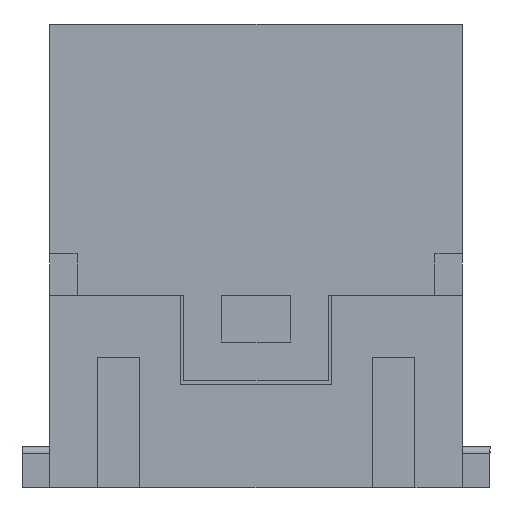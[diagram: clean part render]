
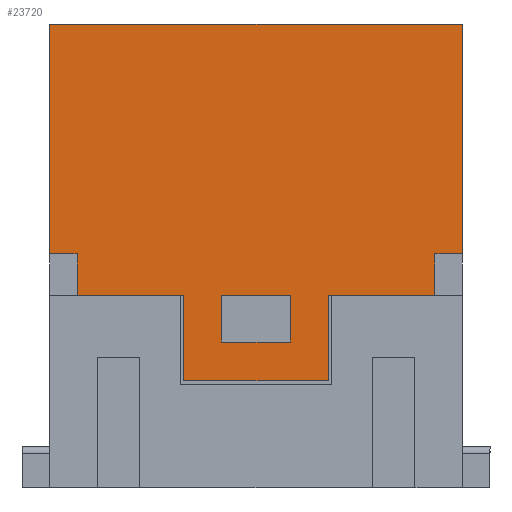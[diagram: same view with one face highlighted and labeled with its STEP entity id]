
A CAD part, left-side view. The second image highlights one B-rep face of the part: STEP entity #23720.
In plain terms, the highlighted planar face has unit normal (-1, 0, 0).
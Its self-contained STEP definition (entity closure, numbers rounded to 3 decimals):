
#4620=CARTESIAN_POINT('',(41.348,60.757,
-4.559));
#4630=DIRECTION('',(0.,0.,1.));
#4640=VECTOR('',#4630,1.);
#4650=LINE('',#4620,#4640);
#4660=CARTESIAN_POINT('',(41.348,60.757,-32.));
#4670=VERTEX_POINT('',#4660);
#4680=CARTESIAN_POINT('',(41.348,60.757,-30.));
#4690=VERTEX_POINT('',#4680);
#4700=EDGE_CURVE('',#4670,#4690,#4650,.T.);
#9240=CARTESIAN_POINT('',(41.348,63.757,-11.75))
;
#9250=VERTEX_POINT('',#9240);
#9280=CARTESIAN_POINT('',(41.348,58.057,-11.75))
;
#9290=DIRECTION('',(0.,1.,0.));
#9300=VECTOR('',#9290,1.);
#9310=LINE('',#9280,#9300);
#9320=CARTESIAN_POINT('',(41.348,69.957,-11.75))
;
#9330=VERTEX_POINT('',#9320);
#9340=EDGE_CURVE('',#9250,#9330,#9310,.T.);
#16900=CARTESIAN_POINT('',(41.348,0.,
-4.));
#16910=DIRECTION('',(0.,1.,0.));
#16920=VECTOR('',#16910,1.);
#16930=LINE('',#16900,#16920);
#16940=CARTESIAN_POINT('',(41.348,60.757,-4.)
);
#16950=VERTEX_POINT('',#16940);
#16960=CARTESIAN_POINT('',(41.348,63.757,-4.)
);
#16970=VERTEX_POINT('',#16960);
#16980=EDGE_CURVE('',#16950,#16970,#16930,.T.);
#22660=CARTESIAN_POINT('',(41.348,78.257,-32.)
);
#22670=DIRECTION('',(-1.,0.,0.));
#22680=DIRECTION('',(0.,0.,-1.));
#22690=AXIS2_PLACEMENT_3D('',#22660,#22670,#22680);
#22700=PLANE('',#22690);
#22710=CARTESIAN_POINT('',(41.348,67.157,-4.559)
);
#22720=DIRECTION('',(0.,0.,-1.));
#22730=VECTOR('',#22720,1.);
#22740=LINE('',#22710,#22730);
#22750=CARTESIAN_POINT('',(41.348,67.157,-14.5)
);
#22760=VERTEX_POINT('',#22750);
#22770=CARTESIAN_POINT('',(41.348,67.157,-19.5)
);
#22780=VERTEX_POINT('',#22770);
#22790=EDGE_CURVE('',#22760,#22780,#22740,.T.);
#22800=ORIENTED_EDGE('',*,*,#22790,.F.);
#22810=CARTESIAN_POINT('',(41.348,58.057,-19.5)
);
#22820=DIRECTION('',(0.,-1.,0.));
#22830=VECTOR('',#22820,1.);
#22840=LINE('',#22810,#22830);
#22850=CARTESIAN_POINT('',(41.348,63.757,-19.5)
);
#22860=VERTEX_POINT('',#22850);
#22870=EDGE_CURVE('',#22780,#22860,#22840,.T.);
#22880=ORIENTED_EDGE('',*,*,#22870,.F.);
#22890=CARTESIAN_POINT('',(41.348,63.757,-4.559)
);
#22900=DIRECTION('',(0.,0.,-1.));
#22910=VECTOR('',#22900,1.);
#22920=LINE('',#22890,#22910);
#22930=CARTESIAN_POINT('',(41.348,63.757,-14.5)
);
#22940=VERTEX_POINT('',#22930);
#22950=EDGE_CURVE('',#22940,#22860,#22920,.T.);
#22960=ORIENTED_EDGE('',*,*,#22950,.T.);
#22970=CARTESIAN_POINT('',(41.348,58.057,-14.5)
);
#22980=DIRECTION('',(0.,1.,0.));
#22990=VECTOR('',#22980,1.);
#23000=LINE('',#22970,#22990);
#23010=EDGE_CURVE('',#22940,#22760,#23000,.T.);
#23020=ORIENTED_EDGE('',*,*,#23010,.F.);
#23030=EDGE_LOOP('',(#23020,#22960,#22880,#22800));
#23040=FACE_BOUND('',#23030,.T.);
#23050=ORIENTED_EDGE('',*,*,#4700,.F.);
#23060=CARTESIAN_POINT('',(41.348,0.,
-30.));
#23070=DIRECTION('',(0.,1.,0.));
#23080=VECTOR('',#23070,1.);
#23090=LINE('',#23060,#23080);
#23100=CARTESIAN_POINT('',(41.348,63.757,-30.)
);
#23110=VERTEX_POINT('',#23100);
#23120=EDGE_CURVE('',#4690,#23110,#23090,.T.);
#23130=ORIENTED_EDGE('',*,*,#23120,.F.);
#23140=CARTESIAN_POINT('',(41.348,63.757,-4.559)
);
#23150=DIRECTION('',(0.,0.,-1.));
#23160=VECTOR('',#23150,1.);
#23170=LINE('',#23140,#23160);
#23180=CARTESIAN_POINT('',(41.348,63.757,-22.25)
);
#23190=VERTEX_POINT('',#23180);
#23200=EDGE_CURVE('',#23190,#23110,#23170,.T.);
#23210=ORIENTED_EDGE('',*,*,#23200,.T.);
#23220=CARTESIAN_POINT('',(41.348,58.057,-22.25)
);
#23230=DIRECTION('',(0.,-1.,0.));
#23240=VECTOR('',#23230,1.);
#23250=LINE('',#23220,#23240);
#23260=CARTESIAN_POINT('',(41.348,69.957,-22.25)
);
#23270=VERTEX_POINT('',#23260);
#23280=EDGE_CURVE('',#23270,#23190,#23250,.T.);
#23290=ORIENTED_EDGE('',*,*,#23280,.T.);
#23300=CARTESIAN_POINT('',(41.348,69.957,-4.559)
);
#23310=DIRECTION('',(0.,0.,-1.));
#23320=VECTOR('',#23310,1.);
#23330=LINE('',#23300,#23320);
#23340=EDGE_CURVE('',#9330,#23270,#23330,.T.);
#23350=ORIENTED_EDGE('',*,*,#23340,.T.);
#23360=ORIENTED_EDGE('',*,*,#9340,.T.);
#23370=CARTESIAN_POINT('',(41.348,63.757,-4.559)
);
#23380=DIRECTION('',(0.,0.,-1.));
#23390=VECTOR('',#23380,1.);
#23400=LINE('',#23370,#23390);
#23410=EDGE_CURVE('',#16970,#9250,#23400,.T.);
#23420=ORIENTED_EDGE('',*,*,#23410,.T.);
#23430=ORIENTED_EDGE('',*,*,#16980,.T.);
#23440=CARTESIAN_POINT('',(41.348,60.757,-2.)
);
#23450=VERTEX_POINT('',#23440);
#23460=EDGE_CURVE('',#16950,#23450,#4650,.T.);
#23470=ORIENTED_EDGE('',*,*,#23460,.F.);
#23480=CARTESIAN_POINT('',(41.348,58.057,-2.))
;
#23490=DIRECTION('',(0.,-1.,0.));
#23500=VECTOR('',#23490,1.);
#23510=LINE('',#23480,#23500);
#23520=CARTESIAN_POINT('',(41.348,44.057,-2.)
);
#23530=VERTEX_POINT('',#23520);
#23540=EDGE_CURVE('',#23450,#23530,#23510,.T.);
#23550=ORIENTED_EDGE('',*,*,#23540,.F.);
#23560=CARTESIAN_POINT('',(41.348,44.057,-4.559)
);
#23570=DIRECTION('',(0.,0.,1.));
#23580=VECTOR('',#23570,1.);
#23590=LINE('',#23560,#23580);
#23600=CARTESIAN_POINT('',(41.348,44.057,-32.)
);
#23610=VERTEX_POINT('',#23600);
#23620=EDGE_CURVE('',#23610,#23530,#23590,.T.);
#23630=ORIENTED_EDGE('',*,*,#23620,.T.);
#23640=CARTESIAN_POINT('',(41.348,58.057,-32.));
#23650=DIRECTION('',(0.,1.,0.));
#23660=VECTOR('',#23650,1.);
#23670=LINE('',#23640,#23660);
#23680=EDGE_CURVE('',#23610,#4670,#23670,.T.);
#23690=ORIENTED_EDGE('',*,*,#23680,.F.);
#23700=EDGE_LOOP('',(#23690,#23630,#23550,#23470,#23430,#23420,#23360,
#23350,#23290,#23210,#23130,#23050));
#23710=FACE_OUTER_BOUND('',#23700,.T.);
#23720=ADVANCED_FACE('',(#23040,#23710),#22700,.T.);
